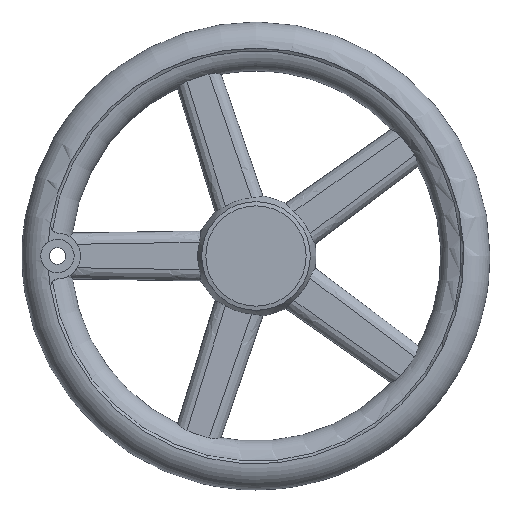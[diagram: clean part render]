
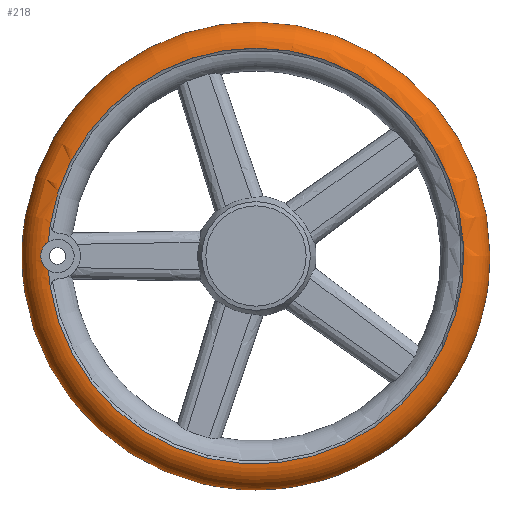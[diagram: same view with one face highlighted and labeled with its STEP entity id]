
A CAD part, left-side view. The second image highlights one B-rep face of the part: STEP entity #218.
In plain terms, the highlighted toroidal (fillet/blend) face has major radius 99.5 mm and minor radius 12.5 mm.
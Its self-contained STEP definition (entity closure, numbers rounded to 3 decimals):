
#218=ADVANCED_FACE('',(#404,#405),#280,.T.);
#280=TOROIDAL_SURFACE('',#1163,99.5,12.5);
#285=B_SPLINE_CURVE_WITH_KNOTS('',3,(#1440,#1441,#1442,#1443,#1444,#1445,
#1446,#1447),.UNSPECIFIED.,.F.,.F.,(4,2,2,4),(0.,0.5,0.75,1.),.UNSPECIFIED.);
#404=FACE_BOUND('',#430,.T.);
#405=FACE_BOUND('',#431,.T.);
#430=EDGE_LOOP('',(#514));
#431=EDGE_LOOP('',(#515,#516,#517,#518));
#514=ORIENTED_EDGE('',*,*,#948,.T.);
#515=ORIENTED_EDGE('',*,*,#953,.F.);
#516=ORIENTED_EDGE('',*,*,#954,.T.);
#517=ORIENTED_EDGE('',*,*,#955,.F.);
#518=ORIENTED_EDGE('',*,*,#956,.F.);
#837=VERTEX_POINT('',#1412);
#842=VERTEX_POINT('',#1438);
#843=VERTEX_POINT('',#1439);
#844=VERTEX_POINT('',#1448);
#845=VERTEX_POINT('',#1450);
#948=EDGE_CURVE('',#837,#837,#1112,.T.);
#953=EDGE_CURVE('',#842,#843,#1116,.T.);
#954=EDGE_CURVE('',#842,#844,#285,.T.);
#955=EDGE_CURVE('',#845,#844,#1117,.T.);
#956=EDGE_CURVE('',#843,#845,#1118,.T.);
#1112=CIRCLE('',#1155,99.5);
#1116=CIRCLE('',#1160,99.5);
#1117=CIRCLE('',#1161,99.5);
#1118=CIRCLE('',#1162,99.5);
#1155=AXIS2_PLACEMENT_3D('',#1411,#1240,#1241);
#1160=AXIS2_PLACEMENT_3D('',#1437,#1250,#1251);
#1161=AXIS2_PLACEMENT_3D('',#1449,#1252,#1253);
#1162=AXIS2_PLACEMENT_3D('',#1451,#1254,#1255);
#1163=AXIS2_PLACEMENT_3D('',#1452,#1256,#1257);
#1240=DIRECTION('',(-1.,0.,0.));
#1241=DIRECTION('',(0.,0.,1.));
#1250=DIRECTION('',(-1.,0.,0.));
#1251=DIRECTION('',(0.,0.,1.));
#1252=DIRECTION('',(-1.,0.,0.));
#1253=DIRECTION('',(0.,0.,1.));
#1254=DIRECTION('',(-1.,0.,0.));
#1255=DIRECTION('',(0.,0.,1.));
#1256=DIRECTION('',(-1.,0.,0.));
#1257=DIRECTION('',(0.,0.,1.));
#1411=CARTESIAN_POINT('',(334.579,180.097,0.));
#1412=CARTESIAN_POINT('',(334.579,180.097,99.5));
#1437=CARTESIAN_POINT('',(309.579,180.097,0.));
#1438=CARTESIAN_POINT('',(309.579,279.367,-6.765));
#1439=CARTESIAN_POINT('',(309.579,278.39,-15.448));
#1440=CARTESIAN_POINT('',(309.579,279.367,-6.765));
#1441=CARTESIAN_POINT('',(309.579,281.664,-5.315));
#1442=CARTESIAN_POINT('',(310.079,283.098,-2.699));
#1443=CARTESIAN_POINT('',(310.079,283.096,1.354));
#1444=CARTESIAN_POINT('',(309.974,282.748,2.692));
#1445=CARTESIAN_POINT('',(309.721,281.457,5.033));
#1446=CARTESIAN_POINT('',(309.579,280.507,6.046));
#1447=CARTESIAN_POINT('',(309.579,279.367,6.765));
#1448=CARTESIAN_POINT('',(309.579,279.367,6.765));
#1449=CARTESIAN_POINT('',(309.579,180.097,0.));
#1450=CARTESIAN_POINT('',(309.579,278.39,15.448));
#1451=CARTESIAN_POINT('',(309.579,180.097,0.));
#1452=CARTESIAN_POINT('',(322.079,180.097,0.));
